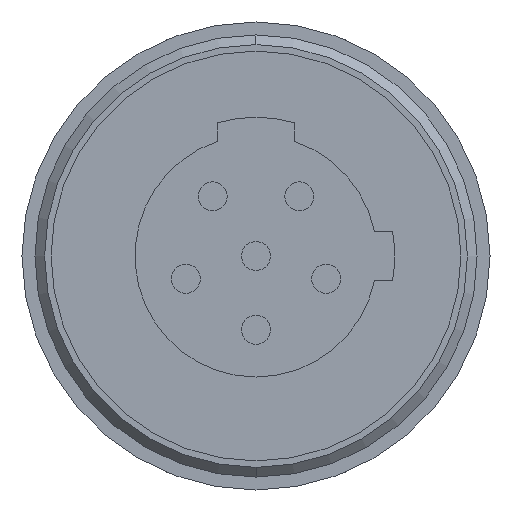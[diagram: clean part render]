
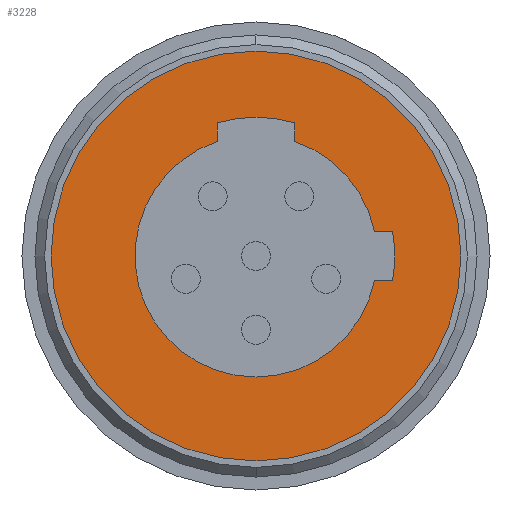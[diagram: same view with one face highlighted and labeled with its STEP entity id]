
A CAD part, left-side view. The second image highlights one B-rep face of the part: STEP entity #3228.
In plain terms, the highlighted planar face has unit normal (-1, 0, 0).
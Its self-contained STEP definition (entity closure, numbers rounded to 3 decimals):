
#34 = ORIENTED_EDGE ( 'NONE', *, *, #2007, .T. ) ;
#40 = CARTESIAN_POINT ( 'NONE',  ( -5.9, 1.2, 3.553 ) ) ;
#41 = CARTESIAN_POINT ( 'NONE',  ( -5.9, 0., 0. ) ) ;
#271 = VECTOR ( 'NONE', #2990, 1000. ) ;
#345 = EDGE_CURVE ( 'NONE', #3789, #3765, #5768, .T. ) ;
#363 = DIRECTION ( 'NONE',  ( 0., 1., 0. ) ) ;
#367 = VECTOR ( 'NONE', #4408, 1000. ) ;
#371 = ORIENTED_EDGE ( 'NONE', *, *, #5960, .T. ) ;
#390 = AXIS2_PLACEMENT_3D ( 'NONE', #6490, #3481, #477 ) ;
#477 = DIRECTION ( 'NONE',  ( 0., 0., -1. ) ) ;
#565 = DIRECTION ( 'NONE',  ( 0., 0., 1. ) ) ;
#682 = CARTESIAN_POINT ( 'NONE',  ( -5.9, -4.234, 0.75 ) ) ;
#803 = DIRECTION ( 'NONE',  ( -1., 0., 0. ) ) ;
#881 = VERTEX_POINT ( 'NONE', #6126 ) ;
#897 = VERTEX_POINT ( 'NONE', #5615 ) ;
#1118 = ORIENTED_EDGE ( 'NONE', *, *, #3924, .T. ) ;
#1152 = ORIENTED_EDGE ( 'NONE', *, *, #345, .T. ) ;
#1156 = CARTESIAN_POINT ( 'NONE',  ( -5.9, -3.674, -0.75 ) ) ;
#1187 = VERTEX_POINT ( 'NONE', #2598 ) ;
#1214 = AXIS2_PLACEMENT_3D ( 'NONE', #5625, #1610, #3070 ) ;
#1367 = VERTEX_POINT ( 'NONE', #40 ) ;
#1405 = CARTESIAN_POINT ( 'NONE',  ( -5.9, 1.2, 4.129 ) ) ;
#1497 = CARTESIAN_POINT ( 'NONE',  ( -5.9, 0., 0. ) ) ;
#1509 = FACE_BOUND ( 'NONE', #4551, .T. ) ;
#1519 = DIRECTION ( 'NONE',  ( -1., 0., 0. ) ) ;
#1557 = VERTEX_POINT ( 'NONE', #3365 ) ;
#1591 = LINE ( 'NONE', #5998, #271 ) ;
#1610 = DIRECTION ( 'NONE',  ( 1., 0., 0. ) ) ;
#1653 = DIRECTION ( 'NONE',  ( -1., 0., 0. ) ) ;
#1702 = LINE ( 'NONE', #1405, #367 ) ;
#1774 = VERTEX_POINT ( 'NONE', #2440 ) ;
#1902 = CARTESIAN_POINT ( 'NONE',  ( -5.9, -4.234, -0.75 ) ) ;
#2007 = EDGE_CURVE ( 'NONE', #881, #1187, #6395, .T. ) ;
#2020 = ORIENTED_EDGE ( 'NONE', *, *, #4423, .F. ) ;
#2136 = DIRECTION ( 'NONE',  ( 1., 0., 0. ) ) ;
#2264 = EDGE_CURVE ( 'NONE', #5806, #897, #4435, .T. ) ;
#2291 = AXIS2_PLACEMENT_3D ( 'NONE', #41, #3564, #565 ) ;
#2403 = DIRECTION ( 'NONE',  ( 0., 0., -1. ) ) ;
#2425 = EDGE_CURVE ( 'NONE', #1187, #881, #2442, .T. ) ;
#2440 = CARTESIAN_POINT ( 'NONE',  ( -5.9, -3.674, 0.75 ) ) ;
#2442 = CIRCLE ( 'NONE', #2291, 6.35 ) ;
#2598 = CARTESIAN_POINT ( 'NONE',  ( -5.9, 0., 6.35 ) ) ;
#2609 = CARTESIAN_POINT ( 'NONE',  ( -5.9, 0., 0. ) ) ;
#2857 = FACE_OUTER_BOUND ( 'NONE', #3338, .T. ) ;
#2865 = ORIENTED_EDGE ( 'NONE', *, *, #4460, .T. ) ;
#2909 = CARTESIAN_POINT ( 'NONE',  ( -5.9, -1.2, 4.129 ) ) ;
#2945 = LINE ( 'NONE', #3379, #5463 ) ;
#2990 = DIRECTION ( 'NONE',  ( 0., -1., 0. ) ) ;
#3070 = DIRECTION ( 'NONE',  ( 0., 0., -1. ) ) ;
#3126 = DIRECTION ( 'NONE',  ( 0., 0., -1. ) ) ;
#3154 = ORIENTED_EDGE ( 'NONE', *, *, #3592, .T. ) ;
#3169 = CARTESIAN_POINT ( 'NONE',  ( -5.9, 1.2, 4.129 ) ) ;
#3214 = AXIS2_PLACEMENT_3D ( 'NONE', #4653, #1653, #5164 ) ;
#3228 = ADVANCED_FACE ( 'NONE', ( #2857, #1509 ), #4530, .T. ) ;
#3338 = EDGE_LOOP ( 'NONE', ( #5659, #34 ) ) ;
#3365 = CARTESIAN_POINT ( 'NONE',  ( -5.9, -1.2, 3.553 ) ) ;
#3379 = CARTESIAN_POINT ( 'NONE',  ( -5.9, -4.234, -0.75 ) ) ;
#3432 = ORIENTED_EDGE ( 'NONE', *, *, #4094, .T. ) ;
#3433 = AXIS2_PLACEMENT_3D ( 'NONE', #2609, #6132, #3126 ) ;
#3481 = DIRECTION ( 'NONE',  ( 1., 0., 0. ) ) ;
#3564 = DIRECTION ( 'NONE',  ( -1., 0., 0. ) ) ;
#3592 = EDGE_CURVE ( 'NONE', #1774, #5833, #1591, .T. ) ;
#3684 = VECTOR ( 'NONE', #2403, 1000. ) ;
#3721 = EDGE_CURVE ( 'NONE', #3765, #1367, #6317, .T. ) ;
#3765 = VERTEX_POINT ( 'NONE', #5145 ) ;
#3789 = VERTEX_POINT ( 'NONE', #1156 ) ;
#3816 = CARTESIAN_POINT ( 'NONE',  ( -5.9, 0., 0. ) ) ;
#3826 = ORIENTED_EDGE ( 'NONE', *, *, #3721, .T. ) ;
#3924 = EDGE_CURVE ( 'NONE', #1557, #1774, #5502, .T. ) ;
#4046 = AXIS2_PLACEMENT_3D ( 'NONE', #1497, #1519, #5024 ) ;
#4094 = EDGE_CURVE ( 'NONE', #1367, #5806, #1702, .T. ) ;
#4125 = VERTEX_POINT ( 'NONE', #1902 ) ;
#4324 = DIRECTION ( 'NONE',  ( 0., 0., -1. ) ) ;
#4408 = DIRECTION ( 'NONE',  ( 0., 0., 1. ) ) ;
#4423 = EDGE_CURVE ( 'NONE', #4125, #5833, #5796, .T. ) ;
#4435 = CIRCLE ( 'NONE', #390, 4.3 ) ;
#4460 = EDGE_CURVE ( 'NONE', #4125, #3789, #2945, .T. ) ;
#4530 = PLANE ( 'NONE',  #4046 ) ;
#4551 = EDGE_LOOP ( 'NONE', ( #3432, #6455, #371, #1118, #3154, #2020, #2865, #1152, #3826 ) ) ;
#4653 = CARTESIAN_POINT ( 'NONE',  ( -5.9, 0., 0. ) ) ;
#5024 = DIRECTION ( 'NONE',  ( 0., 0., 1. ) ) ;
#5145 = CARTESIAN_POINT ( 'NONE',  ( -5.9, 0., -3.75 ) ) ;
#5155 = CARTESIAN_POINT ( 'NONE',  ( -5.9, 0., 0. ) ) ;
#5164 = DIRECTION ( 'NONE',  ( 0., 0., 1. ) ) ;
#5463 = VECTOR ( 'NONE', #363, 1000. ) ;
#5502 = CIRCLE ( 'NONE', #5803, 3.75 ) ;
#5615 = CARTESIAN_POINT ( 'NONE',  ( -5.9, -1.2, 4.129 ) ) ;
#5625 = CARTESIAN_POINT ( 'NONE',  ( -5.9, 0., 0. ) ) ;
#5659 = ORIENTED_EDGE ( 'NONE', *, *, #2425, .T. ) ;
#5669 = DIRECTION ( 'NONE',  ( 0., 0., -1. ) ) ;
#5768 = CIRCLE ( 'NONE', #1214, 3.75 ) ;
#5796 = CIRCLE ( 'NONE', #5883, 4.3 ) ;
#5803 = AXIS2_PLACEMENT_3D ( 'NONE', #5155, #2136, #5669 ) ;
#5806 = VERTEX_POINT ( 'NONE', #3169 ) ;
#5833 = VERTEX_POINT ( 'NONE', #682 ) ;
#5883 = AXIS2_PLACEMENT_3D ( 'NONE', #3816, #803, #4324 ) ;
#5960 = EDGE_CURVE ( 'NONE', #897, #1557, #6354, .T. ) ;
#5998 = CARTESIAN_POINT ( 'NONE',  ( -5.9, -4.234, 0.75 ) ) ;
#6126 = CARTESIAN_POINT ( 'NONE',  ( -5.9, 0., -6.35 ) ) ;
#6132 = DIRECTION ( 'NONE',  ( 1., 0., 0. ) ) ;
#6317 = CIRCLE ( 'NONE', #3433, 3.75 ) ;
#6354 = LINE ( 'NONE', #2909, #3684 ) ;
#6395 = CIRCLE ( 'NONE', #3214, 6.35 ) ;
#6455 = ORIENTED_EDGE ( 'NONE', *, *, #2264, .T. ) ;
#6490 = CARTESIAN_POINT ( 'NONE',  ( -5.9, 0., 0. ) ) ;
